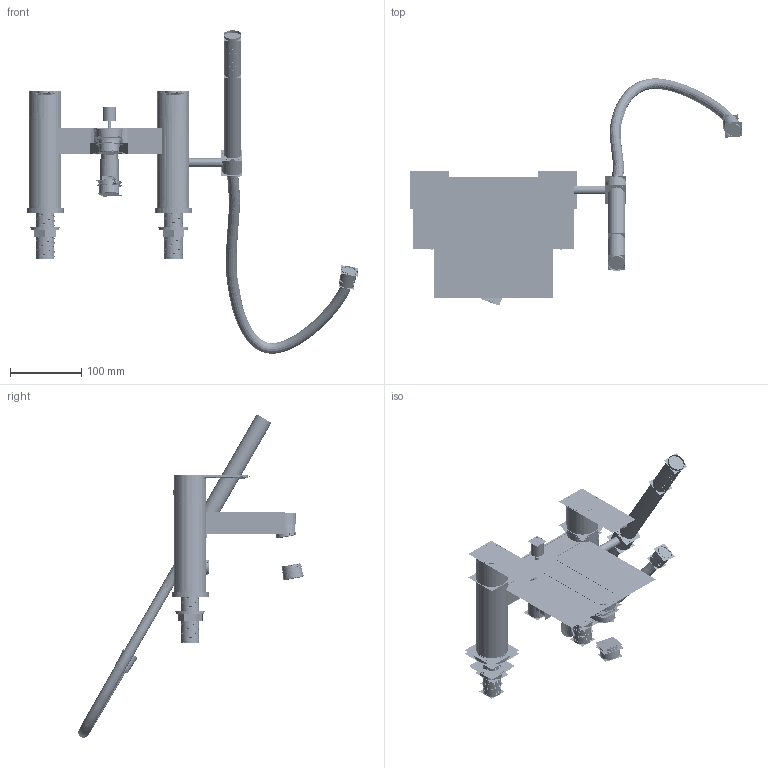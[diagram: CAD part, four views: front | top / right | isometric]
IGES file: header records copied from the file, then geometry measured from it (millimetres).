
Start section:  PTC IGES file: 8033117.igs
Global section: file name: 8033117.igs; native system: Pro/ENGINEER by Parametric Technology Corporation; preprocessor: 2008230; author: Administrator; organization: Unknown; date: 20140607.141357; units: millimetre
Bounding box: 466.22 x 319.52 x 454.17 mm (x, y, z)
Volume: 884849.7 mm3; surface area: 2736109.2 mm2
Topology: 74 solids, 111 shells, 7690 faces, 39882 edges, 50523 vertices
Faces by surface type: revolution 4130, bspline 3560
